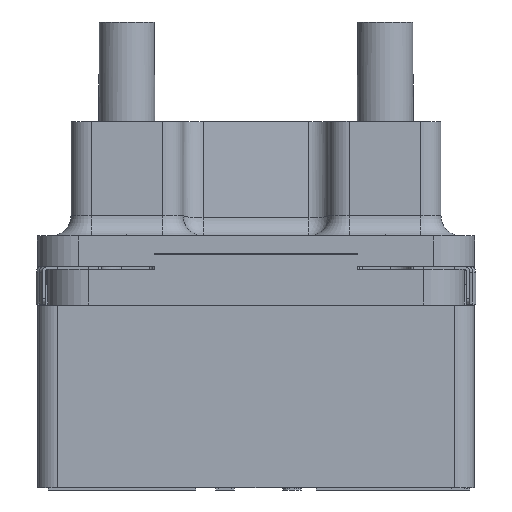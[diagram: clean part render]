
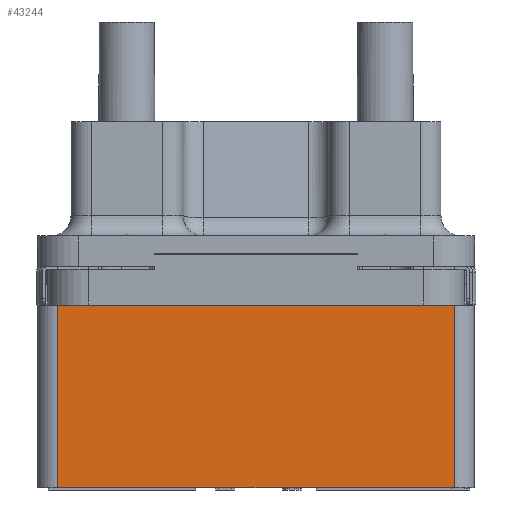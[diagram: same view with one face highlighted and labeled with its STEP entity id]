
A CAD part, left-side view. The second image highlights one B-rep face of the part: STEP entity #43244.
In plain terms, the highlighted planar face has unit normal (-1, 0, 0).
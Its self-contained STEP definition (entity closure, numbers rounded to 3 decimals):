
#1684=DIRECTION('',(0.,-1.,0.));
#1685=VECTOR('',#1684,39.);
#1686=CARTESIAN_POINT('',(-19.5,19.5,-3.8));
#1687=LINE('',#1686,#1685);
#1718=DIRECTION('',(0.,0.,-1.));
#1719=VECTOR('',#1718,18.);
#1720=CARTESIAN_POINT('',(-19.5,19.5,-3.8));
#1721=LINE('',#1720,#1719);
#1722=DIRECTION('',(0.,0.,-1.));
#1723=VECTOR('',#1722,18.);
#1724=CARTESIAN_POINT('',(-19.5,-19.5,-3.8));
#1725=LINE('',#1724,#1723);
#3194=DIRECTION('',(0.,1.,0.));
#3195=VECTOR('',#3194,39.);
#3196=CARTESIAN_POINT('',(-19.5,-19.5,-21.8));
#3197=LINE('',#3196,#3195);
#37149=CARTESIAN_POINT('',(-19.5,-19.5,-21.8));
#37150=CARTESIAN_POINT('',(-19.5,19.5,-21.8));
#37151=VERTEX_POINT('',#37149);
#37152=VERTEX_POINT('',#37150);
#37157=CARTESIAN_POINT('',(-19.5,19.5,-3.8));
#37158=CARTESIAN_POINT('',(-19.5,-19.5,-3.8));
#37159=VERTEX_POINT('',#37157);
#37160=VERTEX_POINT('',#37158);
#43231=CARTESIAN_POINT('',(-19.5,-19.5,-3.8));
#43232=DIRECTION('',(-1.,0.,0.));
#43233=DIRECTION('',(0.,1.,0.));
#43234=AXIS2_PLACEMENT_3D('',#43231,#43232,#43233);
#43235=PLANE('',#43234);
#43236=ORIENTED_EDGE('',*,*,#43196,.T.);
#43238=ORIENTED_EDGE('',*,*,#43237,.T.);
#43240=ORIENTED_EDGE('',*,*,#43239,.T.);
#43241=ORIENTED_EDGE('',*,*,#43222,.F.);
#43242=EDGE_LOOP('',(#43236,#43238,#43240,#43241));
#43243=FACE_OUTER_BOUND('',#43242,.F.);
#43244=ADVANCED_FACE('',(#43243),#43235,.T.);
#43196=EDGE_CURVE('',#37159,#37160,#1687,.T.);
#43222=EDGE_CURVE('',#37159,#37152,#1721,.T.);
#43237=EDGE_CURVE('',#37160,#37151,#1725,.T.);
#43239=EDGE_CURVE('',#37151,#37152,#3197,.T.);
